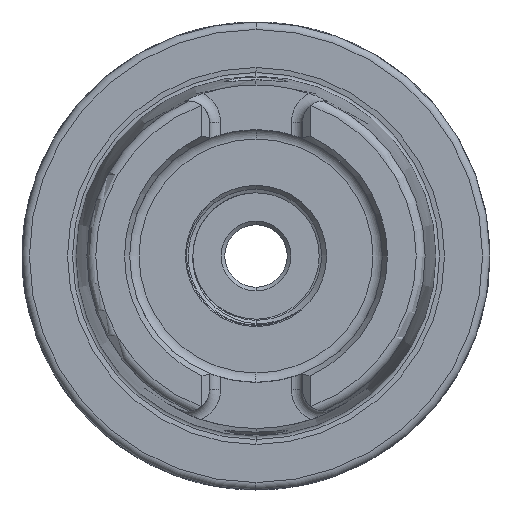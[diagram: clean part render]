
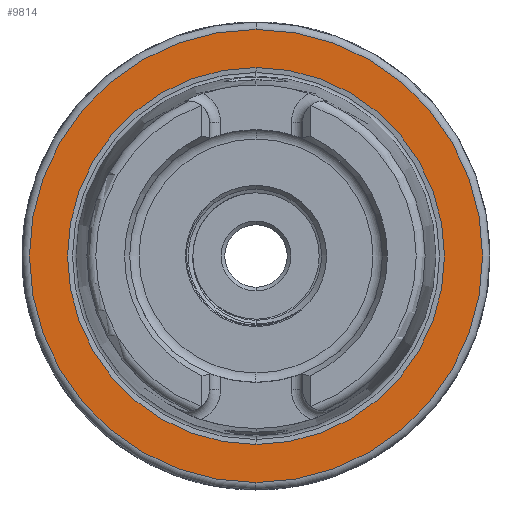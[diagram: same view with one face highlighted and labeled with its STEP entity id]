
A CAD part, left-side view. The second image highlights one B-rep face of the part: STEP entity #9814.
In plain terms, the highlighted planar face has unit normal (-1, 0, 0).
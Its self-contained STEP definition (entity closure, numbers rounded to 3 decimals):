
#2185 = ORIENTED_EDGE ( 'NONE', *, *, #15664, .T. ) ;
#2207 = ORIENTED_EDGE ( 'NONE', *, *, #15696, .T. ) ;
#2212 = ORIENTED_EDGE ( 'NONE', *, *, #34130, .T. ) ;
#2253 = ORIENTED_EDGE ( 'NONE', *, *, #34099, .T. ) ;
#2565 = CIRCLE ( 'NONE', #22169, 25.369 ) ;
#2643 = CIRCLE ( 'NONE', #26727, 30.5 ) ;
#8085 = CARTESIAN_POINT ( 'NONE',  ( 0., 0., -30.5 ) ) ;
#8132 = CARTESIAN_POINT ( 'NONE',  ( 0., 0., -25.369 ) ) ;
#8141 = CARTESIAN_POINT ( 'NONE',  ( 0., 0., 30.5 ) ) ;
#8371 = CARTESIAN_POINT ( 'NONE',  ( 0., 0., 25.369 ) ) ;
#9555 = CIRCLE ( 'NONE', #22057, 30.5 ) ;
#9612 = CIRCLE ( 'NONE', #22081, 25.369 ) ;
#9814 = ADVANCED_FACE ( 'NONE', ( #11903, #11905 ), #21622, .T. ) ;
#11903 = FACE_OUTER_BOUND ( 'NONE', #15993, .T. ) ;
#11905 = FACE_BOUND ( 'NONE', #15989, .T. ) ;
#15664 = EDGE_CURVE ( 'NONE', #17411, #17430, #9555, .T. ) ;
#15696 = EDGE_CURVE ( 'NONE', #17663, #17393, #9612, .T. ) ;
#15989 = EDGE_LOOP ( 'NONE', ( #2207, #2253 ) ) ;
#15993 = EDGE_LOOP ( 'NONE', ( #2185, #2212 ) ) ;
#17393 = VERTEX_POINT ( 'NONE', #8132 ) ;
#17411 = VERTEX_POINT ( 'NONE', #8141 ) ;
#17430 = VERTEX_POINT ( 'NONE', #8085 ) ;
#17663 = VERTEX_POINT ( 'NONE', #8371 ) ;
#18358 = DIRECTION ( 'NONE',  ( 0., 0., 1. ) ) ;
#18374 = CARTESIAN_POINT ( 'NONE',  ( 0., 0., 0. ) ) ;
#18391 = DIRECTION ( 'NONE',  ( -1., 0., 0. ) ) ;
#18619 = DIRECTION ( 'NONE',  ( 1., 0., 0. ) ) ;
#18620 = CARTESIAN_POINT ( 'NONE',  ( 0., 0., 0. ) ) ;
#18634 = DIRECTION ( 'NONE',  ( 0., 0., -1. ) ) ;
#21619 = DIRECTION ( 'NONE',  ( -1., 0., 0. ) ) ;
#21622 = PLANE ( 'NONE',  #21908 ) ;
#21651 = DIRECTION ( 'NONE',  ( 0., 0., 1. ) ) ;
#21652 = CARTESIAN_POINT ( 'NONE',  ( 0., 25.369, 0. ) ) ;
#21908 = AXIS2_PLACEMENT_3D ( 'NONE', #21652, #21619, #21651 ) ;
#22057 = AXIS2_PLACEMENT_3D ( 'NONE', #18374, #18391, #18358 ) ;
#22081 = AXIS2_PLACEMENT_3D ( 'NONE', #18620, #18619, #18634 ) ;
#22169 = AXIS2_PLACEMENT_3D ( 'NONE', #22353, #22346, #22364 ) ;
#22346 = DIRECTION ( 'NONE',  ( 1., 0., 0. ) ) ;
#22353 = CARTESIAN_POINT ( 'NONE',  ( 0., 0., 0. ) ) ;
#22364 = DIRECTION ( 'NONE',  ( 0., 0., -1. ) ) ;
#22538 = CARTESIAN_POINT ( 'NONE',  ( 0., 0., 0. ) ) ;
#22539 = DIRECTION ( 'NONE',  ( -1., 0., 0. ) ) ;
#22569 = DIRECTION ( 'NONE',  ( 0., 0., 1. ) ) ;
#26727 = AXIS2_PLACEMENT_3D ( 'NONE', #22538, #22539, #22569 ) ;
#34099 = EDGE_CURVE ( 'NONE', #17393, #17663, #2565, .T. ) ;
#34130 = EDGE_CURVE ( 'NONE', #17430, #17411, #2643, .T. ) ;
